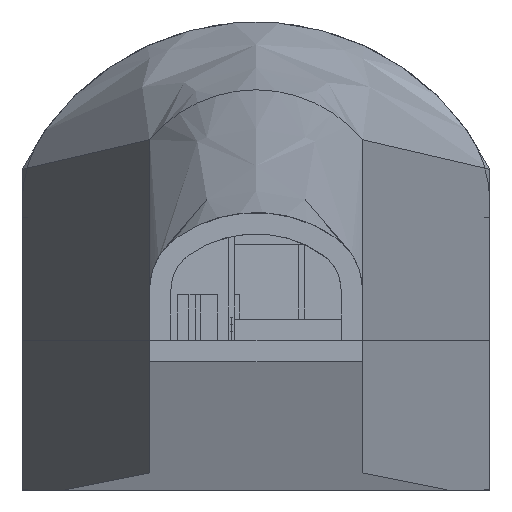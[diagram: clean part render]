
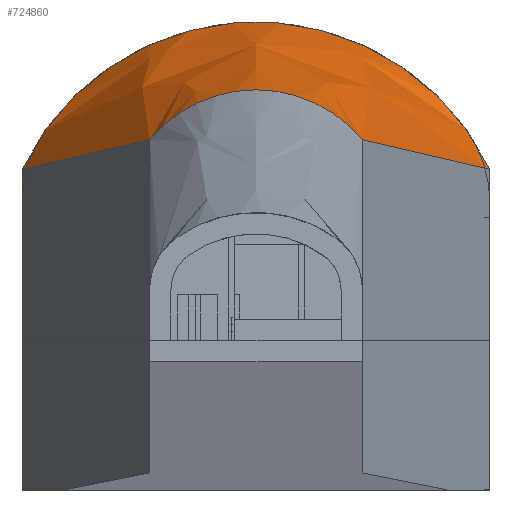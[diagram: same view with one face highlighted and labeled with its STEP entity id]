
A CAD part, left-side view. The second image highlights one B-rep face of the part: STEP entity #724860.
In plain terms, the highlighted free-form (B-spline) face has degree [4, 3] with [8, 4] control points.
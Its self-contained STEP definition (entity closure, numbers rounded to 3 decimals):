
#715120=CARTESIAN_POINT('',(-32000.,3000.,5426.874));
#715130=VERTEX_POINT('',#715120);
#715160=CARTESIAN_POINT('',(-32000.,3000.,5426.874));
#715170=CARTESIAN_POINT('',(-32000.,2117.691,6489.049));
#715180=CARTESIAN_POINT('',(-32000.,866.025,7380.093));
#715190=CARTESIAN_POINT('',(-32000.,-619.173,7773.562))
;
#715200=CARTESIAN_POINT('',(-32000.,-3380.827,7773.562))
;
#715210=CARTESIAN_POINT('',(-32000.,-4866.024,7380.093))
;
#715220=CARTESIAN_POINT('',(-32000.,-6117.691,6489.049))
;
#715230=CARTESIAN_POINT('',(-32000.,-7000.,5426.874))
;
#715240=(BOUNDED_CURVE() B_SPLINE_CURVE(4,(#715160,#715170,#715180,
#715190,#715200,#715210,#715220,#715230),.UNSPECIFIED.,.F.,.F.) 
B_SPLINE_CURVE_WITH_KNOTS((5,3,5),(20426.874,25950.183,
31473.492),.UNSPECIFIED.) CURVE() GEOMETRIC_REPRESENTATION_ITEM()
 RATIONAL_B_SPLINE_CURVE((1.,1.,0.994,1.,1.,
0.994,1.,1.)) REPRESENTATION_ITEM(''));
#715250=CARTESIAN_POINT('',(-32000.,-1996.682,7773.561))
;
#715260=VERTEX_POINT('',#715250);
#715270=EDGE_CURVE('',#715130,#715260,#715240,.T.);
#715290=CARTESIAN_POINT('',(-32000.,-2003.318,7773.561))
;
#715300=VERTEX_POINT('',#715290);
#715310=EDGE_CURVE('',#715260,#715300,#715240,.T.);
#715330=CARTESIAN_POINT('',(-32000.,-7000.,5426.874));
#715340=VERTEX_POINT('',#715330);
#715350=EDGE_CURVE('',#715300,#715340,#715240,.T.);
#723860=CARTESIAN_POINT('',(-17000.,9000.,4038.272));
#723870=VERTEX_POINT('',#723860);
#723900=CARTESIAN_POINT('',(-32000.,3000.,5426.874));
#723910=CARTESIAN_POINT('',(-27000.,5000.,4964.007));
#723920=CARTESIAN_POINT('',(-22000.,7000.,4501.14));
#723930=CARTESIAN_POINT('',(-17000.,9000.,4038.272));
#723940=(BOUNDED_CURVE() B_SPLINE_CURVE(3,(#723900,#723910,#723920,
#723930),.UNSPECIFIED.,.F.,.F.) B_SPLINE_CURVE_WITH_KNOTS((4,4),(1.,
16358.727),.UNSPECIFIED.) CURVE() GEOMETRIC_REPRESENTATION_ITEM()
 RATIONAL_B_SPLINE_CURVE((1.,1.,1.,1.)) REPRESENTATION_ITEM(''));
#723950=EDGE_CURVE('',#715130,#723870,#723940,.T.);
#724310=CARTESIAN_POINT('',(-32000.,3000.,5426.874));
#724320=CARTESIAN_POINT('',(-32000.,2117.691,6489.049));
#724330=CARTESIAN_POINT('',(-32000.,866.025,7380.093));
#724340=CARTESIAN_POINT('',(-32000.,-619.173,7773.562))
;
#724350=CARTESIAN_POINT('',(-32000.,-3380.827,7773.562))
;
#724360=CARTESIAN_POINT('',(-32000.,-4866.024,7380.093))
;
#724370=CARTESIAN_POINT('',(-32000.,-6117.691,6489.049))
;
#724380=CARTESIAN_POINT('',(-32000.,-7000.,5426.874))
;
#724390=CARTESIAN_POINT('',(-27000.,5000.,4964.007));
#724400=CARTESIAN_POINT('',(-27000.,3943.352,6648.717));
#724410=CARTESIAN_POINT('',(-27000.,2224.353,8183.231));
#724420=CARTESIAN_POINT('',(-27000.,3.682,8836.345));
#724430=CARTESIAN_POINT('',(-27000.,-4003.682,8836.345));
#724440=CARTESIAN_POINT('',(-27000.,-6224.353,8183.231))
;
#724450=CARTESIAN_POINT('',(-27000.,-7943.352,6648.717))
;
#724460=CARTESIAN_POINT('',(-27000.,-9000.,4964.007))
;
#724470=CARTESIAN_POINT('',(-22000.,7000.,4501.14));
#724480=CARTESIAN_POINT('',(-22000.,5769.014,6808.384));
#724490=CARTESIAN_POINT('',(-22000.,3582.681,8986.37));
#724500=CARTESIAN_POINT('',(-22000.,626.537,9899.127));
#724510=CARTESIAN_POINT('',(-22000.,-4626.537,9899.127))
;
#724520=CARTESIAN_POINT('',(-22000.,-7582.681,8986.37))
;
#724530=CARTESIAN_POINT('',(-22000.,-9769.014,6808.384))
;
#724540=CARTESIAN_POINT('',(-22000.,-11000.,4501.14));
#724550=CARTESIAN_POINT('',(-17000.,9000.,4038.272));
#724560=CARTESIAN_POINT('',(-17000.,7594.675,6968.052));
#724570=CARTESIAN_POINT('',(-17000.,4941.009,9789.509));
#724580=CARTESIAN_POINT('',(-17000.,1249.392,10961.91));
#724590=CARTESIAN_POINT('',(-17000.,-5249.392,10961.91))
;
#724600=CARTESIAN_POINT('',(-17000.,-8941.009,9789.509))
;
#724610=CARTESIAN_POINT('',(-17000.,-11594.675,6968.052))
;
#724620=CARTESIAN_POINT('',(-17000.,-13000.,4038.272));
#724630=(BOUNDED_SURFACE() B_SPLINE_SURFACE(4,3,((#724310,#724390,
#724470,#724550),(#724320,#724400,#724480,#724560),(#724330,#724410,
#724490,#724570),(#724340,#724420,#724500,#724580),(#724350,#724430,
#724510,#724590),(#724360,#724440,#724520,#724600),(#724370,#724450,
#724530,#724610),(#724380,#724460,#724540,#724620)),.UNSPECIFIED.,.F.,
.F.,.F.) B_SPLINE_SURFACE_WITH_KNOTS((5,3,5),(4,4),(20426.874,
25950.183,31473.492),(1.,16358.727),.UNSPECIFIED.) 
GEOMETRIC_REPRESENTATION_ITEM() RATIONAL_B_SPLINE_SURFACE(((1.,1.,1.,1.)
,(1.,1.,1.,1.),(0.994,0.994,0.984,
0.984),(1.,1.,1.,1.),(1.,1.,1.,1.),(0.994,
0.994,0.984,0.984),(1.,1.,1.,1.),(1.
,1.,1.,1.))) REPRESENTATION_ITEM('') SURFACE());
#724640=ORIENTED_EDGE('',*,*,#723950,.F.);
#724650=CARTESIAN_POINT('',(-17000.,-2000.,-1238.09));
#724660=DIRECTION('',(-1.,0.,0.));
#724670=DIRECTION('',(0.,-1.,0.));
#724680=AXIS2_PLACEMENT_3D('',#724650,#724660,#724670);
#724690=CIRCLE('',#724680,12200.);
#724700=CARTESIAN_POINT('',(-17000.,-13000.,4038.272));
#724710=VERTEX_POINT('',#724700);
#724720=EDGE_CURVE('',#724710,#723870,#724690,.T.);
#724730=ORIENTED_EDGE('',*,*,#724720,.T.);
#724740=CARTESIAN_POINT('',(-32000.,-7000.,5426.874))
;
#724750=CARTESIAN_POINT('',(-27000.,-9000.,4964.007))
;
#724760=CARTESIAN_POINT('',(-22000.,-11000.,4501.14));
#724770=CARTESIAN_POINT('',(-17000.,-13000.,4038.272));
#724780=(BOUNDED_CURVE() B_SPLINE_CURVE(3,(#724740,#724750,#724760,
#724770),.UNSPECIFIED.,.F.,.F.) B_SPLINE_CURVE_WITH_KNOTS((4,4),(1.,
16358.727),.UNSPECIFIED.) CURVE() GEOMETRIC_REPRESENTATION_ITEM()
 RATIONAL_B_SPLINE_CURVE((1.,1.,1.,1.)) REPRESENTATION_ITEM(''));
#724790=EDGE_CURVE('',#715340,#724710,#724780,.T.);
#724800=ORIENTED_EDGE('',*,*,#724790,.T.);
#724810=ORIENTED_EDGE('',*,*,#715350,.T.);
#724820=ORIENTED_EDGE('',*,*,#715310,.T.);
#724830=ORIENTED_EDGE('',*,*,#715270,.T.);
#724840=EDGE_LOOP('',(#724830,#724820,#724810,#724800,#724730,#724640));
#724850=FACE_OUTER_BOUND('',#724840,.T.);
#724860=ADVANCED_FACE('',(#724850),#724630,.T.);
